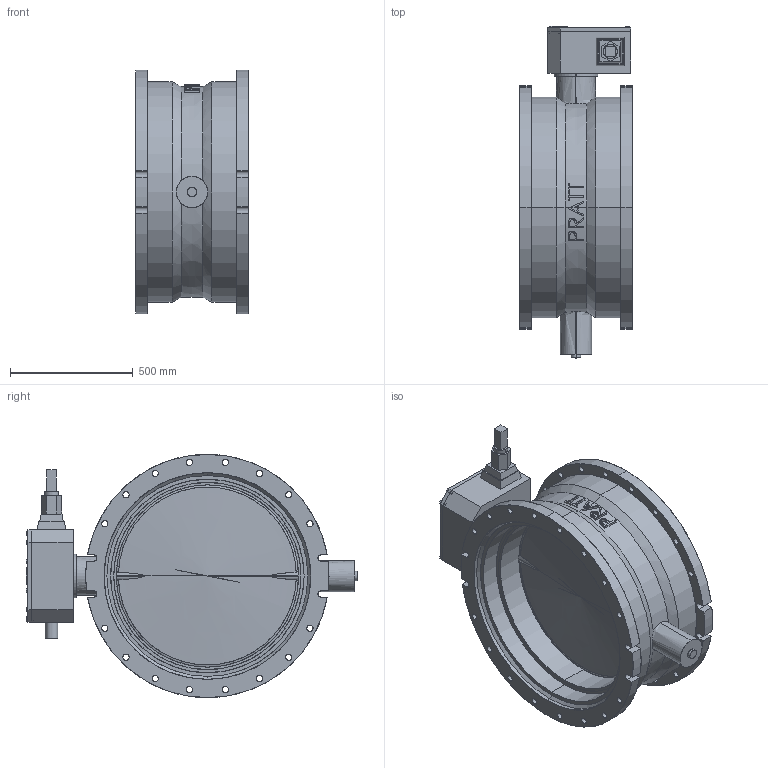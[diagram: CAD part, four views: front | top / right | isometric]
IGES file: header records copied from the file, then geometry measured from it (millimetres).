
Start section: SolidWorks IGES file using analytic representation for surfaces
Global section: file name: 150B-MJ-24.IGS; native system: SolidWorks 2014; preprocessor: SolidWorks 2014; author: PRINCE; date: 170425.232303; units: millimetre
Bounding box: 457.2 x 1350.9 x 990.6 mm (x, y, z)
Surface area: 6904272.7 mm2 (no closed solid volume)
Topology: 0 solids, 0 shells, 447 faces, 9730 edges, 9726 vertices
Faces by surface type: bspline 238, revolution 209
